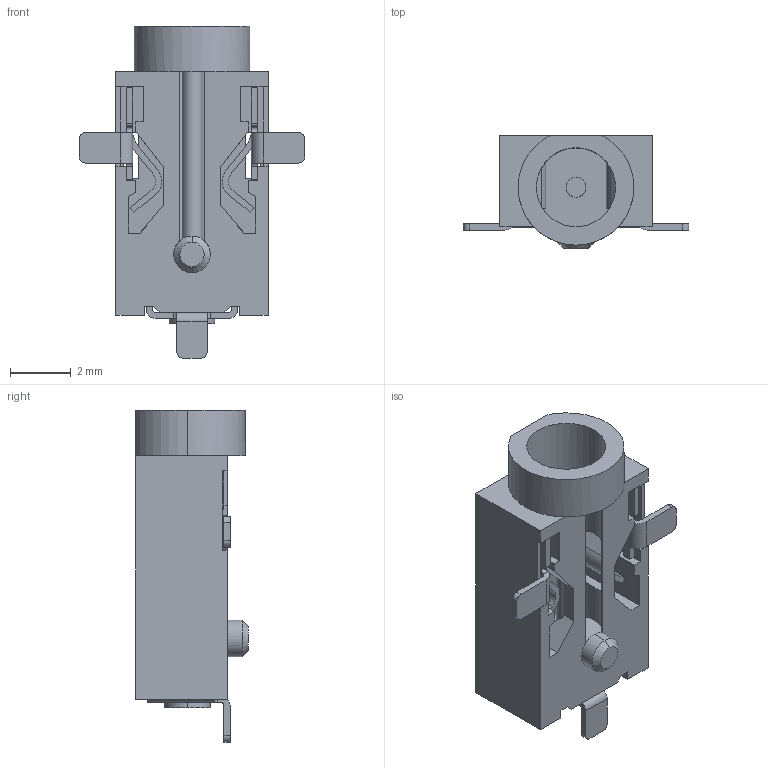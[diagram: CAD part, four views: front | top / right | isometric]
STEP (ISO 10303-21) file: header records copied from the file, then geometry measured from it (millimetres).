
FILE_DESCRIPTION (( 'STEP AP214' ), '1' );
FILE_NAME ('CUI_DEVICES_PJ-040-SMT-TR.step', '2019-10-20T23:24:21', ( '' ), ( '' ), 'SwSTEP 2.0', 'SolidWorks 2019', '' );
FILE_SCHEMA (( 'AUTOMOTIVE_DESIGN' ));
Length unit declared in the file: inch
Products named in the file (1): CUI_DEVICES_PJ-040-SMT-TR
Bounding box: 7.4 x 3.7 x 10.9 mm (x, y, z)
Volume: 75.5 mm3; surface area: 399.9 mm2
Topology: 4 solids, 4 shells, 214 faces, 610 edges, 402 vertices
Faces by surface type: plane 165, cylinder 45, torus 2, cone 2
Entity records: 9614 total; most frequent: CARTESIAN_POINT 1359, ORIENTED_EDGE 1220, DIRECTION 1124, EDGE_CURVE 610, LINE 486, VECTOR 486, VERTEX_POINT 402, AXIS2_PLACEMENT_3D 319
